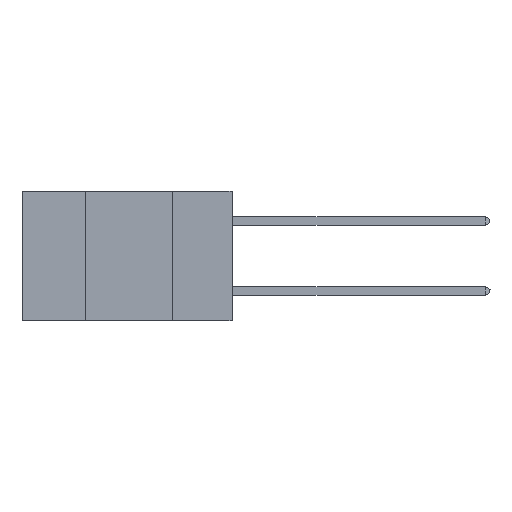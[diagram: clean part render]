
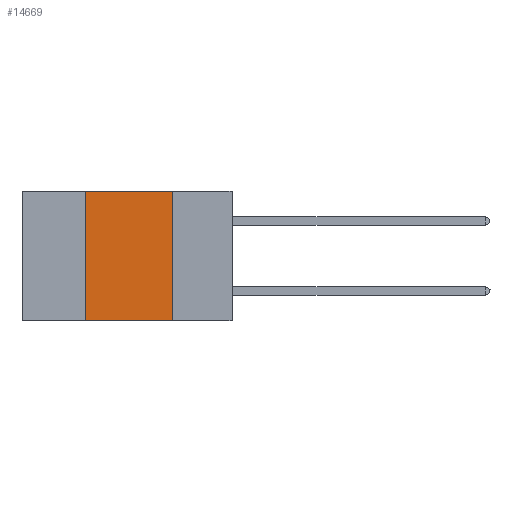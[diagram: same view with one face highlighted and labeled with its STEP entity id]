
A CAD part, left-side view. The second image highlights one B-rep face of the part: STEP entity #14669.
In plain terms, the highlighted planar face has unit normal (-1, 0, 0).
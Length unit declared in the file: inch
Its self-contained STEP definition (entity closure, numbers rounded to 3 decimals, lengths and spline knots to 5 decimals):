
#104 = CARTESIAN_POINT ( 'NONE',  ( 0., 0.6, 0. ) ) ;
#2422 = ORIENTED_EDGE ( 'NONE', *, *, #20709, .F. ) ;
#2913 = VECTOR ( 'NONE', #18492, 39.37008 ) ;
#3342 = LINE ( 'NONE', #4666, #8758 ) ;
#3406 = VERTEX_POINT ( 'NONE', #18092 ) ;
#4411 = FACE_OUTER_BOUND ( 'NONE', #11810, .T. ) ;
#4666 = CARTESIAN_POINT ( 'NONE',  ( 0., 0.17, 0. ) ) ;
#4877 = VERTEX_POINT ( 'NONE', #21552 ) ;
#5465 = PLANE ( 'NONE',  #10063 ) ;
#7900 = EDGE_CURVE ( 'NONE', #16563, #4877, #9333, .T. ) ;
#8758 = VECTOR ( 'NONE', #17510, 39.37008 ) ;
#9333 = LINE ( 'NONE', #104, #19964 ) ;
#9353 = DIRECTION ( 'NONE',  ( 1., 0., 0. ) ) ;
#9597 = CARTESIAN_POINT ( 'NONE',  ( 0., 0.42, 0. ) ) ;
#10063 = AXIS2_PLACEMENT_3D ( 'NONE', #14467, #9353, #16353 ) ;
#10135 = ORIENTED_EDGE ( 'NONE', *, *, #17212, .F. ) ;
#11810 = EDGE_LOOP ( 'NONE', ( #2422, #13309, #10135, #17191 ) ) ;
#13309 = ORIENTED_EDGE ( 'NONE', *, *, #7900, .F. ) ;
#13927 = CARTESIAN_POINT ( 'NONE',  ( 0., 0.6, -0.37 ) ) ;
#14371 = VERTEX_POINT ( 'NONE', #14574 ) ;
#14467 = CARTESIAN_POINT ( 'NONE',  ( 0., 0.6, 0. ) ) ;
#14574 = CARTESIAN_POINT ( 'NONE',  ( 0., 0.17, -0.37 ) ) ;
#14669 = ADVANCED_FACE ( 'NONE', ( #4411 ), #5465, .F. ) ;
#15542 = CARTESIAN_POINT ( 'NONE',  ( 0., 0.42, 0. ) ) ;
#15808 = DIRECTION ( 'NONE',  ( 0., -1., 0. ) ) ;
#16353 = DIRECTION ( 'NONE',  ( 0., 0., -1. ) ) ;
#16563 = VERTEX_POINT ( 'NONE', #15542 ) ;
#17191 = ORIENTED_EDGE ( 'NONE', *, *, #22147, .T. ) ;
#17212 = EDGE_CURVE ( 'NONE', #3406, #16563, #21769, .T. ) ;
#17510 = DIRECTION ( 'NONE',  ( 0., 0., -1. ) ) ;
#17700 = VECTOR ( 'NONE', #15808, 39.37008 ) ;
#18092 = CARTESIAN_POINT ( 'NONE',  ( 0., 0.42, -0.37 ) ) ;
#18492 = DIRECTION ( 'NONE',  ( 0., 0., 1. ) ) ;
#18538 = DIRECTION ( 'NONE',  ( 0., -1., 0. ) ) ;
#19964 = VECTOR ( 'NONE', #18538, 39.37008 ) ;
#20709 = EDGE_CURVE ( 'NONE', #4877, #14371, #3342, .T. ) ;
#21552 = CARTESIAN_POINT ( 'NONE',  ( 0., 0.17, 0. ) ) ;
#21769 = LINE ( 'NONE', #9597, #2913 ) ;
#22147 = EDGE_CURVE ( 'NONE', #3406, #14371, #23353, .T. ) ;
#23353 = LINE ( 'NONE', #13927, #17700 ) ;
